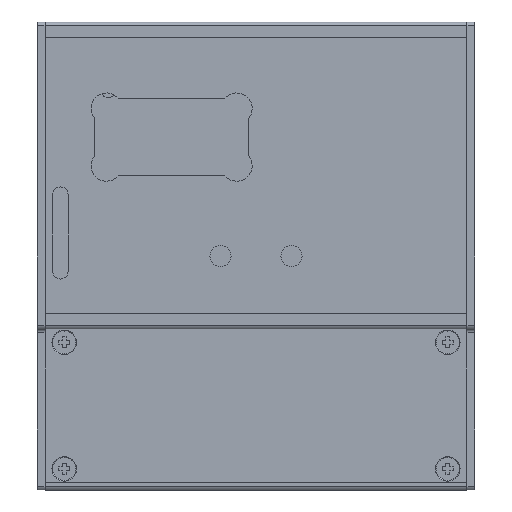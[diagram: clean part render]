
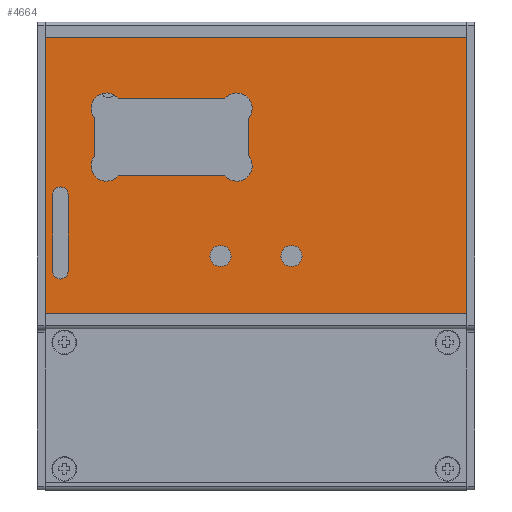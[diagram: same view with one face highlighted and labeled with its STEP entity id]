
A CAD part, front view. The second image highlights one B-rep face of the part: STEP entity #4664.
In plain terms, the highlighted face is planar.
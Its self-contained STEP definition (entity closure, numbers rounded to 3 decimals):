
#544=CARTESIAN_POINT('',(-45.457,-65.589,66.5));
#545=VERTEX_POINT('',#544);
#554=CARTESIAN_POINT('',(-45.457,-65.589,61.0));
#555=VERTEX_POINT('',#554);
#556=CARTESIAN_POINT('',(-45.457,-65.589,63.75));
#557=DIRECTION('',(-1.0,0.0,0.0));
#558=DIRECTION('',(0.0,0.0,1.0));
#559=AXIS2_PLACEMENT_3D('',#556,#557,#558);
#560=CIRCLE('',#559,2.75);
#561=EDGE_CURVE('',#555,#545,#560,.T.);
#586=CARTESIAN_POINT('',(-45.457,-65.589,48.0));
#587=VERTEX_POINT('',#586);
#596=CARTESIAN_POINT('',(-45.457,-65.589,42.5));
#597=VERTEX_POINT('',#596);
#598=CARTESIAN_POINT('',(-45.457,-65.589,45.25));
#599=DIRECTION('',(-1.0,0.0,0.0));
#600=DIRECTION('',(0.0,0.0,1.0));
#601=AXIS2_PLACEMENT_3D('',#598,#599,#600);
#602=CIRCLE('',#601,2.75);
#603=EDGE_CURVE('',#597,#587,#602,.T.);
#637=CARTESIAN_POINT('',(-45.457,-65.589,45.25));
#638=DIRECTION('',(-1.0,0.0,0.0));
#639=DIRECTION('',(0.0,0.0,1.0));
#640=AXIS2_PLACEMENT_3D('',#637,#638,#639);
#641=CIRCLE('',#640,2.75);
#642=EDGE_CURVE('',#587,#597,#641,.T.);
#661=CARTESIAN_POINT('',(-45.457,-65.589,63.75));
#662=DIRECTION('',(-1.0,0.0,0.0));
#663=DIRECTION('',(0.0,0.0,1.0));
#664=AXIS2_PLACEMENT_3D('',#661,#662,#663);
#665=CIRCLE('',#664,2.75);
#666=EDGE_CURVE('',#545,#555,#665,.T.);
#1048=CARTESIAN_POINT('',(-45.457,-69.589,103.5));
#1049=VERTEX_POINT('',#1048);
#1056=CARTESIAN_POINT('',(-45.457,-49.589,103.5));
#1057=VERTEX_POINT('',#1056);
#1058=CARTESIAN_POINT('',(-45.457,-49.589,103.5));
#1059=DIRECTION('',(0.0,-1.0,0.0));
#1060=VECTOR('',#1059,20.0);
#1061=LINE('',#1058,#1060);
#1062=EDGE_CURVE('',#1057,#1049,#1061,.T.);
#1088=CARTESIAN_POINT('',(-45.457,-49.589,107.5));
#1089=VERTEX_POINT('',#1088);
#1090=CARTESIAN_POINT('',(-45.457,-49.589,105.5));
#1091=DIRECTION('',(-1.0,0.0,0.0));
#1092=DIRECTION('',(0.0,0.0,-1.0));
#1093=AXIS2_PLACEMENT_3D('',#1090,#1091,#1092);
#1094=CIRCLE('',#1093,2.0);
#1095=EDGE_CURVE('',#1089,#1057,#1094,.T.);
#1120=CARTESIAN_POINT('',(-45.457,-69.589,107.5));
#1121=VERTEX_POINT('',#1120);
#1122=CARTESIAN_POINT('',(-45.457,-69.589,107.5));
#1123=DIRECTION('',(0.0,1.0,0.0));
#1124=VECTOR('',#1123,20.0);
#1125=LINE('',#1122,#1124);
#1126=EDGE_CURVE('',#1121,#1089,#1125,.T.);
#1150=CARTESIAN_POINT('',(-45.457,-69.589,105.5));
#1151=DIRECTION('',(-1.0,0.0,0.0));
#1152=DIRECTION('',(0.0,0.0,-1.0));
#1153=AXIS2_PLACEMENT_3D('',#1150,#1151,#1152);
#1154=CIRCLE('',#1153,2.0);
#1155=EDGE_CURVE('',#1049,#1121,#1154,.T.);
#1166=CARTESIAN_POINT('',(-45.457,-44.589,62.622));
#1167=VERTEX_POINT('',#1166);
#1176=CARTESIAN_POINT('',(-45.457,-39.443,56.5));
#1177=VERTEX_POINT('',#1176);
#1178=CARTESIAN_POINT('',(-45.457,-42.089,59.5));
#1179=DIRECTION('',(-1.0,0.0,0.0));
#1180=DIRECTION('',(0.0,0.0,-1.0));
#1181=AXIS2_PLACEMENT_3D('',#1178,#1179,#1180);
#1182=CIRCLE('',#1181,4.0);
#1183=EDGE_CURVE('',#1177,#1167,#1182,.T.);
#1208=CARTESIAN_POINT('',(-45.457,-24.589,90.378));
#1209=VERTEX_POINT('',#1208);
#1218=CARTESIAN_POINT('',(-45.457,-29.735,96.5));
#1219=VERTEX_POINT('',#1218);
#1220=CARTESIAN_POINT('',(-45.457,-27.089,93.5));
#1221=DIRECTION('',(-1.0,0.0,0.0));
#1222=DIRECTION('',(0.0,0.0,-1.0));
#1223=AXIS2_PLACEMENT_3D('',#1220,#1221,#1222);
#1224=CIRCLE('',#1223,4.0);
#1225=EDGE_CURVE('',#1219,#1209,#1224,.T.);
#1250=CARTESIAN_POINT('',(-45.457,-39.443,96.5));
#1251=VERTEX_POINT('',#1250);
#1260=CARTESIAN_POINT('',(-45.457,-44.589,90.378));
#1261=VERTEX_POINT('',#1260);
#1262=CARTESIAN_POINT('',(-45.457,-42.089,93.5));
#1263=DIRECTION('',(-1.0,0.0,0.0));
#1264=DIRECTION('',(0.0,0.0,-1.0));
#1265=AXIS2_PLACEMENT_3D('',#1262,#1263,#1264);
#1266=CIRCLE('',#1265,4.0);
#1267=EDGE_CURVE('',#1261,#1251,#1266,.T.);
#1294=CARTESIAN_POINT('',(-45.457,-24.589,62.622));
#1295=VERTEX_POINT('',#1294);
#1311=CARTESIAN_POINT('',(-45.457,-29.735,56.5));
#1312=VERTEX_POINT('',#1311);
#1319=CARTESIAN_POINT('',(-45.457,-27.089,59.5));
#1320=DIRECTION('',(-1.0,0.0,0.0));
#1321=DIRECTION('',(0.0,0.0,-1.0));
#1322=AXIS2_PLACEMENT_3D('',#1319,#1320,#1321);
#1323=CIRCLE('',#1322,4.0);
#1324=EDGE_CURVE('',#1295,#1312,#1323,.T.);
#1342=CARTESIAN_POINT('',(-45.457,-44.589,62.622));
#1343=DIRECTION('',(0.0,0.0,1.0));
#1344=VECTOR('',#1343,27.755);
#1345=LINE('',#1342,#1344);
#1346=EDGE_CURVE('',#1167,#1261,#1345,.T.);
#1364=CARTESIAN_POINT('',(-45.457,-24.589,90.378));
#1365=DIRECTION('',(0.0,0.0,-1.0));
#1366=VECTOR('',#1365,27.755);
#1367=LINE('',#1364,#1366);
#1368=EDGE_CURVE('',#1209,#1295,#1367,.T.);
#2101=CARTESIAN_POINT('',(-45.457,-80.589,109.5));
#2102=VERTEX_POINT('',#2101);
#2109=CARTESIAN_POINT('',(-45.457,-8.589,109.5));
#2110=VERTEX_POINT('',#2109);
#2111=CARTESIAN_POINT('',(-45.457,-80.589,109.5));
#2112=DIRECTION('',(0.0,1.0,0.0));
#2113=VECTOR('',#2112,72.0);
#2114=LINE('',#2111,#2113);
#2115=EDGE_CURVE('',#2102,#2110,#2114,.T.);
#2865=CARTESIAN_POINT('',(-45.457,-8.589,-0.5));
#2866=VERTEX_POINT('',#2865);
#2873=CARTESIAN_POINT('',(-45.457,-80.589,-0.5));
#2874=VERTEX_POINT('',#2873);
#2875=CARTESIAN_POINT('',(-45.457,-8.589,-0.5));
#2876=DIRECTION('',(0.0,-1.0,0.0));
#2877=VECTOR('',#2876,72.0);
#2878=LINE('',#2875,#2877);
#2879=EDGE_CURVE('',#2866,#2874,#2878,.T.);
#3749=CARTESIAN_POINT('',(-45.457,-39.443,96.5));
#3750=DIRECTION('',(0.0,1.0,0.0));
#3751=VECTOR('',#3750,9.708);
#3752=LINE('',#3749,#3751);
#3753=EDGE_CURVE('',#1251,#1219,#3752,.T.);
#3766=CARTESIAN_POINT('',(-45.457,-29.735,56.5));
#3767=DIRECTION('',(0.0,-1.0,0.0));
#3768=VECTOR('',#3767,9.708);
#3769=LINE('',#3766,#3768);
#3770=EDGE_CURVE('',#1312,#1177,#3769,.T.);
#4615=CARTESIAN_POINT('',(-45.457,-80.589,-0.5));
#4616=DIRECTION('',(0.0,0.0,1.0));
#4617=VECTOR('',#4616,110.0);
#4618=LINE('',#4615,#4617);
#4619=EDGE_CURVE('',#2874,#2102,#4618,.T.);
#4624=CARTESIAN_POINT('',(-45.457,-80.589,-0.5));
#4625=DIRECTION('',(-1.0,0.0,0.0));
#4626=DIRECTION('',(0.0,0.0,1.0));
#4627=AXIS2_PLACEMENT_3D('',#4624,#4625,#4626);
#4628=PLANE('',#4627);
#4629=ORIENTED_EDGE('',*,*,#2115,.F.);
#4630=ORIENTED_EDGE('',*,*,#4619,.F.);
#4631=ORIENTED_EDGE('',*,*,#2879,.F.);
#4632=CARTESIAN_POINT('',(-45.457,-8.589,-0.5));
#4633=DIRECTION('',(0.0,0.0,1.0));
#4634=VECTOR('',#4633,110.0);
#4635=LINE('',#4632,#4634);
#4636=EDGE_CURVE('',#2866,#2110,#4635,.T.);
#4637=ORIENTED_EDGE('',*,*,#4636,.T.);
#4638=EDGE_LOOP('',(#4629,#4630,#4631,#4637));
#4639=FACE_OUTER_BOUND('',#4638,.T.);
#4640=ORIENTED_EDGE('',*,*,#642,.T.);
#4641=ORIENTED_EDGE('',*,*,#603,.T.);
#4642=EDGE_LOOP('',(#4640,#4641));
#4643=FACE_BOUND('',#4642,.T.);
#4644=ORIENTED_EDGE('',*,*,#666,.T.);
#4645=ORIENTED_EDGE('',*,*,#561,.T.);
#4646=EDGE_LOOP('',(#4644,#4645));
#4647=FACE_BOUND('',#4646,.T.);
#4648=ORIENTED_EDGE('',*,*,#1126,.T.);
#4649=ORIENTED_EDGE('',*,*,#1095,.T.);
#4650=ORIENTED_EDGE('',*,*,#1062,.T.);
#4651=ORIENTED_EDGE('',*,*,#1155,.T.);
#4652=EDGE_LOOP('',(#4648,#4649,#4650,#4651));
#4653=FACE_BOUND('',#4652,.T.);
#4654=ORIENTED_EDGE('',*,*,#1183,.T.);
#4655=ORIENTED_EDGE('',*,*,#1346,.T.);
#4656=ORIENTED_EDGE('',*,*,#1267,.T.);
#4657=ORIENTED_EDGE('',*,*,#3753,.T.);
#4658=ORIENTED_EDGE('',*,*,#1225,.T.);
#4659=ORIENTED_EDGE('',*,*,#1368,.T.);
#4660=ORIENTED_EDGE('',*,*,#1324,.T.);
#4661=ORIENTED_EDGE('',*,*,#3770,.T.);
#4662=EDGE_LOOP('',(#4654,#4655,#4656,#4657,#4658,#4659,#4660,#4661));
#4663=FACE_BOUND('',#4662,.T.);
#4664=ADVANCED_FACE('',(#4639,#4643,#4647,#4653,#4663),#4628,.F.);
